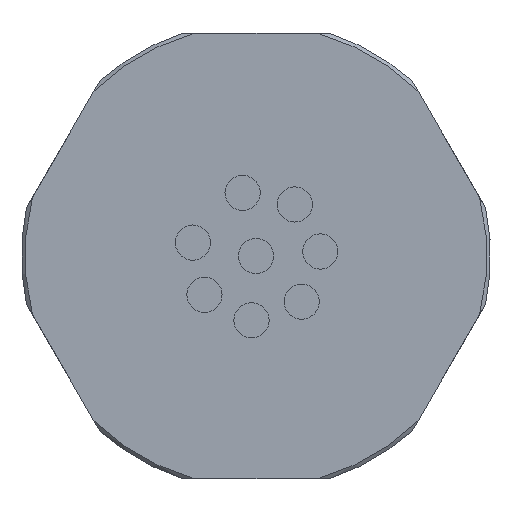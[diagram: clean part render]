
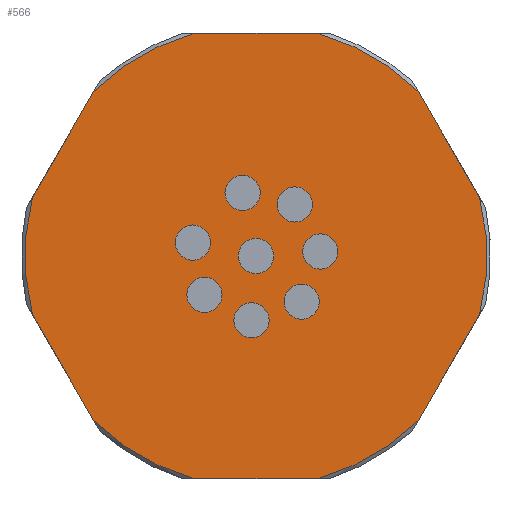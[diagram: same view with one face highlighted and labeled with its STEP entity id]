
A CAD part, front view. The second image highlights one B-rep face of the part: STEP entity #566.
In plain terms, the highlighted planar face has unit normal (0, -1, 0).
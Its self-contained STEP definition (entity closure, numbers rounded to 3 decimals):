
#167=FACE_BOUND('',#899,.T.);
#168=FACE_BOUND('',#900,.T.);
#169=FACE_BOUND('',#901,.T.);
#170=FACE_BOUND('',#902,.T.);
#171=FACE_BOUND('',#903,.T.);
#172=FACE_BOUND('',#904,.T.);
#173=FACE_BOUND('',#905,.T.);
#174=FACE_BOUND('',#906,.T.);
#175=FACE_BOUND('',#907,.T.);
#402=CIRCLE('',#2323,9.85);
#405=CIRCLE('',#2328,9.85);
#408=CIRCLE('',#2333,9.85);
#411=CIRCLE('',#2338,9.85);
#414=CIRCLE('',#2343,9.85);
#415=CIRCLE('',#2345,0.75);
#416=CIRCLE('',#2346,0.75);
#417=CIRCLE('',#2347,0.75);
#418=CIRCLE('',#2348,0.75);
#419=CIRCLE('',#2349,0.75);
#420=CIRCLE('',#2350,0.75);
#421=CIRCLE('',#2351,0.75);
#422=CIRCLE('',#2352,0.75);
#423=CIRCLE('',#2353,9.85);
#566=ADVANCED_FACE('',(#167,#168,#169,#170,#171,#172,#173,#174,#175),#652,
 .T.);
#652=PLANE('',#2354);
#899=EDGE_LOOP('',(#1451));
#900=EDGE_LOOP('',(#1452));
#901=EDGE_LOOP('',(#1453));
#902=EDGE_LOOP('',(#1454));
#903=EDGE_LOOP('',(#1455));
#904=EDGE_LOOP('',(#1456));
#905=EDGE_LOOP('',(#1457));
#906=EDGE_LOOP('',(#1458));
#907=EDGE_LOOP('',(#1459,#1460,#1461,#1462,#1463,#1464,#1465,#1466,#1467,
#1468,#1469,#1470));
#1062=LINE('',#3813,#1124);
#1063=LINE('',#3817,#1125);
#1064=LINE('',#3818,#1126);
#1065=LINE('',#3819,#1127);
#1066=LINE('',#3820,#1128);
#1067=LINE('',#3821,#1129);
#1124=VECTOR('',#2904,1.);
#1125=VECTOR('',#2907,1.);
#1126=VECTOR('',#2908,1.);
#1127=VECTOR('',#2909,1.);
#1128=VECTOR('',#2910,1.);
#1129=VECTOR('',#2911,1.);
#1451=ORIENTED_EDGE('',*,*,#2027,.T.);
#1452=ORIENTED_EDGE('',*,*,#2028,.T.);
#1453=ORIENTED_EDGE('',*,*,#2029,.T.);
#1454=ORIENTED_EDGE('',*,*,#2030,.T.);
#1455=ORIENTED_EDGE('',*,*,#2031,.T.);
#1456=ORIENTED_EDGE('',*,*,#2032,.T.);
#1457=ORIENTED_EDGE('',*,*,#2033,.T.);
#1458=ORIENTED_EDGE('',*,*,#2034,.T.);
#1459=ORIENTED_EDGE('',*,*,#2025,.T.);
#1460=ORIENTED_EDGE('',*,*,#2035,.T.);
#1461=ORIENTED_EDGE('',*,*,#2036,.T.);
#1462=ORIENTED_EDGE('',*,*,#2037,.T.);
#1463=ORIENTED_EDGE('',*,*,#1996,.T.);
#1464=ORIENTED_EDGE('',*,*,#2038,.T.);
#1465=ORIENTED_EDGE('',*,*,#2003,.T.);
#1466=ORIENTED_EDGE('',*,*,#2039,.T.);
#1467=ORIENTED_EDGE('',*,*,#2010,.T.);
#1468=ORIENTED_EDGE('',*,*,#2040,.T.);
#1469=ORIENTED_EDGE('',*,*,#2017,.T.);
#1470=ORIENTED_EDGE('',*,*,#2041,.T.);
#1762=VERTEX_POINT('',#3702);
#1763=VERTEX_POINT('',#3703);
#1768=VERTEX_POINT('',#3723);
#1769=VERTEX_POINT('',#3724);
#1774=VERTEX_POINT('',#3744);
#1775=VERTEX_POINT('',#3745);
#1780=VERTEX_POINT('',#3765);
#1781=VERTEX_POINT('',#3766);
#1786=VERTEX_POINT('',#3789);
#1787=VERTEX_POINT('',#3791);
#1788=VERTEX_POINT('',#3798);
#1789=VERTEX_POINT('',#3800);
#1790=VERTEX_POINT('',#3802);
#1791=VERTEX_POINT('',#3804);
#1792=VERTEX_POINT('',#3806);
#1793=VERTEX_POINT('',#3808);
#1794=VERTEX_POINT('',#3810);
#1795=VERTEX_POINT('',#3812);
#1796=VERTEX_POINT('',#3814);
#1797=VERTEX_POINT('',#3816);
#1996=EDGE_CURVE('',#1762,#1763,#402,.T.);
#2003=EDGE_CURVE('',#1768,#1769,#405,.T.);
#2010=EDGE_CURVE('',#1774,#1775,#408,.T.);
#2017=EDGE_CURVE('',#1780,#1781,#411,.T.);
#2025=EDGE_CURVE('',#1787,#1786,#414,.T.);
#2027=EDGE_CURVE('',#1788,#1788,#415,.T.);
#2028=EDGE_CURVE('',#1789,#1789,#416,.T.);
#2029=EDGE_CURVE('',#1790,#1790,#417,.T.);
#2030=EDGE_CURVE('',#1791,#1791,#418,.T.);
#2031=EDGE_CURVE('',#1792,#1792,#419,.T.);
#2032=EDGE_CURVE('',#1793,#1793,#420,.T.);
#2033=EDGE_CURVE('',#1794,#1794,#421,.T.);
#2034=EDGE_CURVE('',#1795,#1795,#422,.T.);
#2035=EDGE_CURVE('',#1786,#1796,#1062,.T.);
#2036=EDGE_CURVE('',#1796,#1797,#423,.T.);
#2037=EDGE_CURVE('',#1797,#1762,#1063,.T.);
#2038=EDGE_CURVE('',#1763,#1768,#1064,.T.);
#2039=EDGE_CURVE('',#1769,#1774,#1065,.T.);
#2040=EDGE_CURVE('',#1775,#1780,#1066,.T.);
#2041=EDGE_CURVE('',#1781,#1787,#1067,.T.);
#2323=AXIS2_PLACEMENT_3D('',#3701,#2836,#2837);
#2328=AXIS2_PLACEMENT_3D('',#3722,#2848,#2849);
#2333=AXIS2_PLACEMENT_3D('',#3743,#2860,#2861);
#2338=AXIS2_PLACEMENT_3D('',#3764,#2872,#2873);
#2343=AXIS2_PLACEMENT_3D('',#3790,#2884,#2885);
#2345=AXIS2_PLACEMENT_3D('',#3797,#2888,#2889);
#2346=AXIS2_PLACEMENT_3D('',#3799,#2890,#2891);
#2347=AXIS2_PLACEMENT_3D('',#3801,#2892,#2893);
#2348=AXIS2_PLACEMENT_3D('',#3803,#2894,#2895);
#2349=AXIS2_PLACEMENT_3D('',#3805,#2896,#2897);
#2350=AXIS2_PLACEMENT_3D('',#3807,#2898,#2899);
#2351=AXIS2_PLACEMENT_3D('',#3809,#2900,#2901);
#2352=AXIS2_PLACEMENT_3D('',#3811,#2902,#2903);
#2353=AXIS2_PLACEMENT_3D('',#3815,#2905,#2906);
#2354=AXIS2_PLACEMENT_3D('',#3822,#2912,#2913);
#2836=DIRECTION('',(0.,-1.,0.));
#2837=DIRECTION('',(0.,0.,-1.));
#2848=DIRECTION('',(0.,-1.,0.));
#2849=DIRECTION('',(0.,0.,-1.));
#2860=DIRECTION('',(0.,-1.,0.));
#2861=DIRECTION('',(0.,0.,-1.));
#2872=DIRECTION('',(0.,-1.,0.));
#2873=DIRECTION('',(0.,0.,-1.));
#2884=DIRECTION('',(0.,-1.,0.));
#2885=DIRECTION('',(0.,0.,-1.));
#2888=DIRECTION('',(0.,1.,0.));
#2889=DIRECTION('',(0.,0.,-1.));
#2890=DIRECTION('',(0.,1.,0.));
#2891=DIRECTION('',(0.,0.,-1.));
#2892=DIRECTION('',(0.,1.,0.));
#2893=DIRECTION('',(0.,0.,-1.));
#2894=DIRECTION('',(0.,1.,0.));
#2895=DIRECTION('',(0.,0.,-1.));
#2896=DIRECTION('',(0.,1.,0.));
#2897=DIRECTION('',(0.,0.,-1.));
#2898=DIRECTION('',(0.,1.,0.));
#2899=DIRECTION('',(0.,0.,-1.));
#2900=DIRECTION('',(0.,1.,0.));
#2901=DIRECTION('',(0.,0.,-1.));
#2902=DIRECTION('',(0.,1.,0.));
#2903=DIRECTION('',(0.,0.,-1.));
#2904=DIRECTION('',(0.5,0.,0.866));
#2905=DIRECTION('',(0.,-1.,0.));
#2906=DIRECTION('',(0.,0.,-1.));
#2907=DIRECTION('',(-0.5,0.,0.866));
#2908=DIRECTION('',(-1.,0.,0.));
#2909=DIRECTION('',(-0.5,0.,-0.866));
#2910=DIRECTION('',(0.5,0.,-0.866));
#2911=DIRECTION('',(1.,0.,0.));
#2912=DIRECTION('',(0.,-1.,0.));
#2913=DIRECTION('',(0.,0.,-1.));
#3701=CARTESIAN_POINT('',(0.,0.,0.));
#3702=CARTESIAN_POINT('',(6.926,0.,7.004));
#3703=CARTESIAN_POINT('',(2.602,0.,9.5));
#3722=CARTESIAN_POINT('',(0.,0.,0.));
#3723=CARTESIAN_POINT('',(-2.602,0.,9.5));
#3724=CARTESIAN_POINT('',(-6.926,0.,7.004));
#3743=CARTESIAN_POINT('',(0.,0.,0.));
#3744=CARTESIAN_POINT('',(-9.528,0.,2.496));
#3745=CARTESIAN_POINT('',(-9.528,0.,-2.496));
#3764=CARTESIAN_POINT('',(0.,0.,0.));
#3765=CARTESIAN_POINT('',(-6.926,0.,-7.004));
#3766=CARTESIAN_POINT('',(-2.602,0.,-9.5));
#3789=CARTESIAN_POINT('',(6.926,0.,-7.004));
#3790=CARTESIAN_POINT('',(0.,0.,0.));
#3791=CARTESIAN_POINT('',(2.602,0.,-9.5));
#3797=CARTESIAN_POINT('',(2.743,0.,0.192));
#3798=CARTESIAN_POINT('',(2.743,0.,-0.558));
#3799=CARTESIAN_POINT('',(1.945,0.,-1.945));
#3800=CARTESIAN_POINT('',(1.945,0.,-2.695));
#3801=CARTESIAN_POINT('',(-0.192,0.,-2.743));
#3802=CARTESIAN_POINT('',(-0.192,0.,-3.493));
#3803=CARTESIAN_POINT('',(-2.196,0.,-1.655));
#3804=CARTESIAN_POINT('',(-2.196,0.,-2.405));
#3805=CARTESIAN_POINT('',(1.655,0.,2.196));
#3806=CARTESIAN_POINT('',(1.655,0.,1.446));
#3807=CARTESIAN_POINT('',(-2.69,0.,0.572));
#3808=CARTESIAN_POINT('',(-2.69,0.,-0.178));
#3809=CARTESIAN_POINT('',(0.,0.,0.));
#3810=CARTESIAN_POINT('',(0.,0.,-0.75));
#3811=CARTESIAN_POINT('',(-0.572,0.,2.69));
#3812=CARTESIAN_POINT('',(-0.572,0.,1.94));
#3813=CARTESIAN_POINT('',(9.79,0.,-2.044));
#3814=CARTESIAN_POINT('',(9.528,0.,-2.496));
#3815=CARTESIAN_POINT('',(0.,0.,0.));
#3816=CARTESIAN_POINT('',(9.528,0.,2.496));
#3817=CARTESIAN_POINT('',(9.79,0.,2.044));
#3818=CARTESIAN_POINT('',(6.25,0.,9.5));
#3819=CARTESIAN_POINT('',(-6.665,0.,7.456));
#3820=CARTESIAN_POINT('',(-6.665,0.,-7.456));
#3821=CARTESIAN_POINT('',(6.25,0.,-9.5));
#3822=CARTESIAN_POINT('',(6.25,0.,0.));
